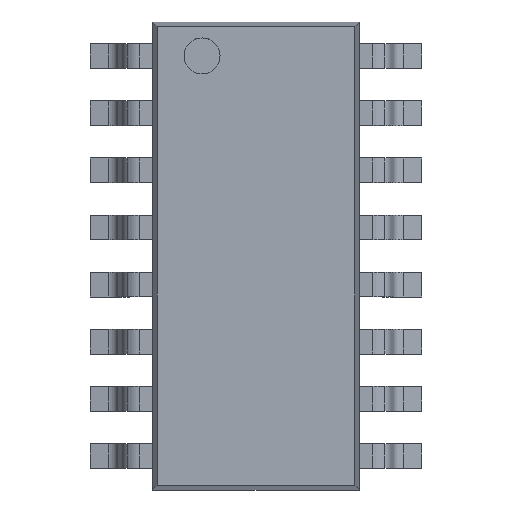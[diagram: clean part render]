
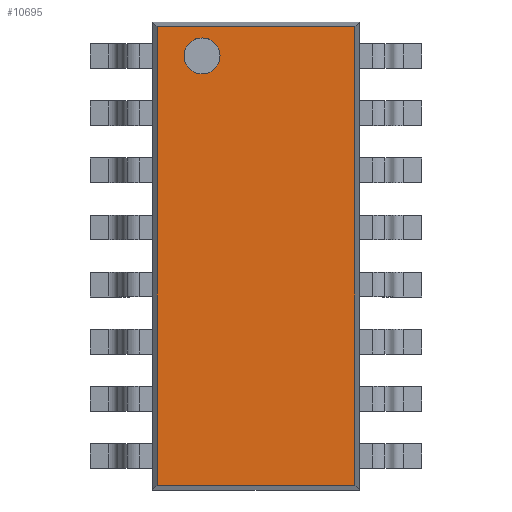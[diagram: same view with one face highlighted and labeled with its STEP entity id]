
A CAD part, top view. The second image highlights one B-rep face of the part: STEP entity #10695.
In plain terms, the highlighted planar face has unit normal (0, 0, 1).
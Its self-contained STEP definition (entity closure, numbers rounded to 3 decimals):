
#10433=CARTESIAN_POINT('',(-0.799,4.445,2.1));
#10434=VERTEX_POINT('',#10433);
#10450=CARTESIAN_POINT('',(-1.599,4.445,2.1));
#10451=VERTEX_POINT('',#10450);
#10458=CARTESIAN_POINT('',(-1.199,4.445,2.1));
#10459=DIRECTION('',(0.0,0.0,-1.0));
#10460=DIRECTION('',(1.0,0.0,0.0));
#10461=AXIS2_PLACEMENT_3D('',#10458,#10459,#10460);
#10462=CIRCLE('',#10461,0.4);
#10463=EDGE_CURVE('',#10434,#10451,#10462,.T.);
#10474=CARTESIAN_POINT('',(-1.199,4.445,2.1));
#10475=DIRECTION('',(0.0,0.0,-1.0));
#10476=DIRECTION('',(1.0,0.0,0.0));
#10477=AXIS2_PLACEMENT_3D('',#10474,#10475,#10476);
#10478=CIRCLE('',#10477,0.4);
#10479=EDGE_CURVE('',#10451,#10434,#10478,.T.);
#10604=CARTESIAN_POINT('',(-2.199,5.099,2.1));
#10605=VERTEX_POINT('',#10604);
#10612=CARTESIAN_POINT('',(2.199,5.099,2.1));
#10613=VERTEX_POINT('',#10612);
#10614=CARTESIAN_POINT('',(-2.199,5.099,2.1));
#10615=DIRECTION('',(1.0,0.0,0.0));
#10616=VECTOR('',#10615,4.397);
#10617=LINE('',#10614,#10616);
#10618=EDGE_CURVE('',#10605,#10613,#10617,.T.);
#10643=CARTESIAN_POINT('',(2.199,-5.099,2.1));
#10644=VERTEX_POINT('',#10643);
#10645=CARTESIAN_POINT('',(2.199,-5.099,2.1));
#10646=DIRECTION('',(0.0,1.0,0.0));
#10647=VECTOR('',#10646,10.198);
#10648=LINE('',#10645,#10647);
#10649=EDGE_CURVE('',#10644,#10613,#10648,.T.);
#10668=CARTESIAN_POINT('',(2.199,-5.2,2.1));
#10669=DIRECTION('',(0.0,0.0,1.0));
#10670=DIRECTION('',(1.0,0.0,0.0));
#10671=AXIS2_PLACEMENT_3D('',#10668,#10669,#10670);
#10672=PLANE('',#10671);
#10673=ORIENTED_EDGE('',*,*,#10618,.F.);
#10674=CARTESIAN_POINT('',(-2.199,-5.099,2.1));
#10675=VERTEX_POINT('',#10674);
#10676=CARTESIAN_POINT('',(-2.199,-5.099,2.1));
#10677=DIRECTION('',(0.0,1.0,0.0));
#10678=VECTOR('',#10677,10.198);
#10679=LINE('',#10676,#10678);
#10680=EDGE_CURVE('',#10675,#10605,#10679,.T.);
#10681=ORIENTED_EDGE('',*,*,#10680,.F.);
#10682=CARTESIAN_POINT('',(2.199,-5.099,2.1));
#10683=DIRECTION('',(-1.0,0.0,0.0));
#10684=VECTOR('',#10683,4.397);
#10685=LINE('',#10682,#10684);
#10686=EDGE_CURVE('',#10644,#10675,#10685,.T.);
#10687=ORIENTED_EDGE('',*,*,#10686,.F.);
#10688=ORIENTED_EDGE('',*,*,#10649,.T.);
#10689=EDGE_LOOP('',(#10673,#10681,#10687,#10688));
#10690=FACE_OUTER_BOUND('',#10689,.T.);
#10691=ORIENTED_EDGE('',*,*,#10463,.T.);
#10692=ORIENTED_EDGE('',*,*,#10479,.T.);
#10693=EDGE_LOOP('',(#10691,#10692));
#10694=FACE_BOUND('',#10693,.T.);
#10695=ADVANCED_FACE('',(#10690,#10694),#10672,.T.);
